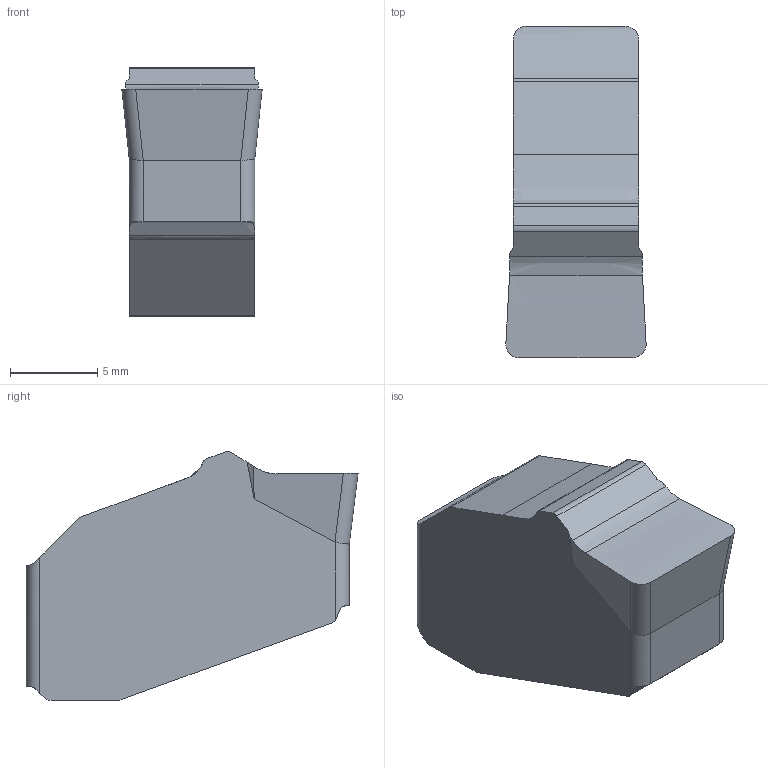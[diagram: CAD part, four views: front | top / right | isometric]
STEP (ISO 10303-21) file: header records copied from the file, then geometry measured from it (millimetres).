
FILE_DESCRIPTION(/* description */ (''),/* implementation_level */ '2;1');
FILE_NAME(/* name */ 'aaa338852_a.stp',/* time_stamp */ '2019-09-26T16:10:12+02:00',/* author */ (''),/* organization */ ('SMS'),/* preprocessor_version */ 'ST-DEVELOPER v16.7',/* originating_system */ 'SIEMENS PLM Software NX 12.0',/* authorisation */ '');
FILE_SCHEMA (('AUTOMOTIVE_DESIGN { 1 0 10303 214 3 1 1 1 }'));
Length unit declared in the file: millimetre
Products named in the file (1): AAA338852_A
Bounding box: 8.03 x 19 x 14.25 mm (x, y, z)
Volume: 1373.8 mm3; surface area: 779.4 mm2
Topology: 1 solids, 1 shells, 34 faces, 97 edges, 67 vertices
Faces by surface type: plane 16, cylinder 12, extrusion 6
Entity records: 1560 total; most frequent: CARTESIAN_POINT 637, ORIENTED_EDGE 192, DIRECTION 161, EDGE_CURVE 96, VERTEX_POINT 64, VECTOR 61, LINE 55, AXIS2_PLACEMENT_3D 50
